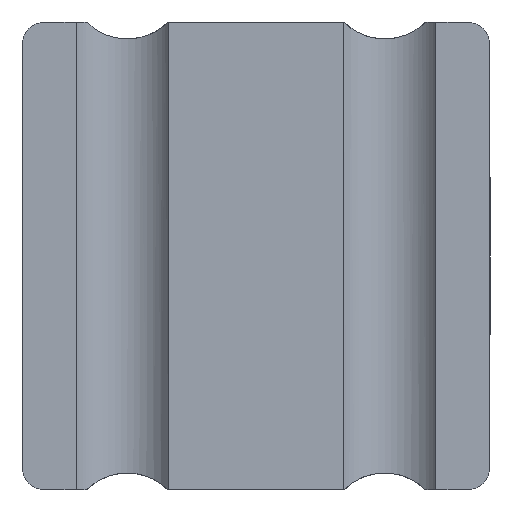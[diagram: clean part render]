
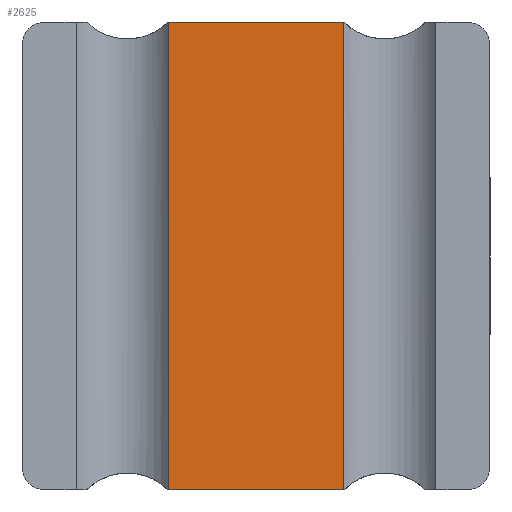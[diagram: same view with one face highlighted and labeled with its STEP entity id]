
A CAD part, front view. The second image highlights one B-rep face of the part: STEP entity #2625.
In plain terms, the highlighted planar face has unit normal (0, -1, 0).
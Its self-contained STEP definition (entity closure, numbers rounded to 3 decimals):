
#133 = VERTEX_POINT ( 'NONE', #6090 ) ;
#149 = VERTEX_POINT ( 'NONE', #6158 ) ;
#160 = VERTEX_POINT ( 'NONE', #6113 ) ;
#393 = EDGE_CURVE ( 'NONE', #133, #7673, #2253, .T. ) ;
#867 = AXIS2_PLACEMENT_3D ( 'NONE', #7312, #7313, #7314 ) ;
#980 = CARTESIAN_POINT ( 'NONE',  ( 0.375, 0., 1. ) ) ;
#1188 = LINE ( 'NONE', #1189, #2355 ) ;
#1189 = CARTESIAN_POINT ( 'NONE',  ( 0.375, 0., -1. ) ) ;
#1190 = DIRECTION ( 'NONE',  ( 0., 0., 1. ) ) ;
#1324 = ORIENTED_EDGE ( 'NONE', *, *, #2829, .F. ) ;
#1331 = ORIENTED_EDGE ( 'NONE', *, *, #2596, .T. ) ;
#1372 = ORIENTED_EDGE ( 'NONE', *, *, #2654, .F. ) ;
#1386 = ORIENTED_EDGE ( 'NONE', *, *, #393, .F. ) ;
#1757 = FACE_OUTER_BOUND ( 'NONE', #3290, .T. ) ;
#2253 = LINE ( 'NONE', #2254, #7601 ) ;
#2254 = CARTESIAN_POINT ( 'NONE',  ( -1., 0., 1. ) ) ;
#2255 = DIRECTION ( 'NONE',  ( 1., 0., 0. ) ) ;
#2355 = VECTOR ( 'NONE', #1190, 1000. ) ;
#2596 = EDGE_CURVE ( 'NONE', #160, #7673, #1188, .T. ) ;
#2625 = ADVANCED_FACE ( 'NONE', ( #1757 ), #7302, .F. ) ;
#2654 = EDGE_CURVE ( 'NONE', #160, #149, #3229, .T. ) ;
#2829 = EDGE_CURVE ( 'NONE', #149, #133, #5808, .T. ) ;
#3229 = LINE ( 'NONE', #3230, #4686 ) ;
#3230 = CARTESIAN_POINT ( 'NONE',  ( -1., 0., -1. ) ) ;
#3231 = DIRECTION ( 'NONE',  ( -1., 0., 0. ) ) ;
#3290 = EDGE_LOOP ( 'NONE', ( #1372, #1331, #1386, #1324 ) ) ;
#4117 = VECTOR ( 'NONE', #5810, 1000. ) ;
#4686 = VECTOR ( 'NONE', #3231, 1000. ) ;
#5808 = LINE ( 'NONE', #5809, #4117 ) ;
#5809 = CARTESIAN_POINT ( 'NONE',  ( -0.375, 0., -1. ) ) ;
#5810 = DIRECTION ( 'NONE',  ( 0., 0., 1. ) ) ;
#6090 = CARTESIAN_POINT ( 'NONE',  ( -0.375, 0., 1. ) ) ;
#6113 = CARTESIAN_POINT ( 'NONE',  ( 0.375, 0., -1. ) ) ;
#6158 = CARTESIAN_POINT ( 'NONE',  ( -0.375, 0., -1. ) ) ;
#7302 = PLANE ( 'NONE',  #867 ) ;
#7312 = CARTESIAN_POINT ( 'NONE',  ( 0., 0., 0. ) ) ;
#7313 = DIRECTION ( 'NONE',  ( 0., 1., 0. ) ) ;
#7314 = DIRECTION ( 'NONE',  ( 0., 0., 1. ) ) ;
#7601 = VECTOR ( 'NONE', #2255, 1000. ) ;
#7673 = VERTEX_POINT ( 'NONE', #980 ) ;
